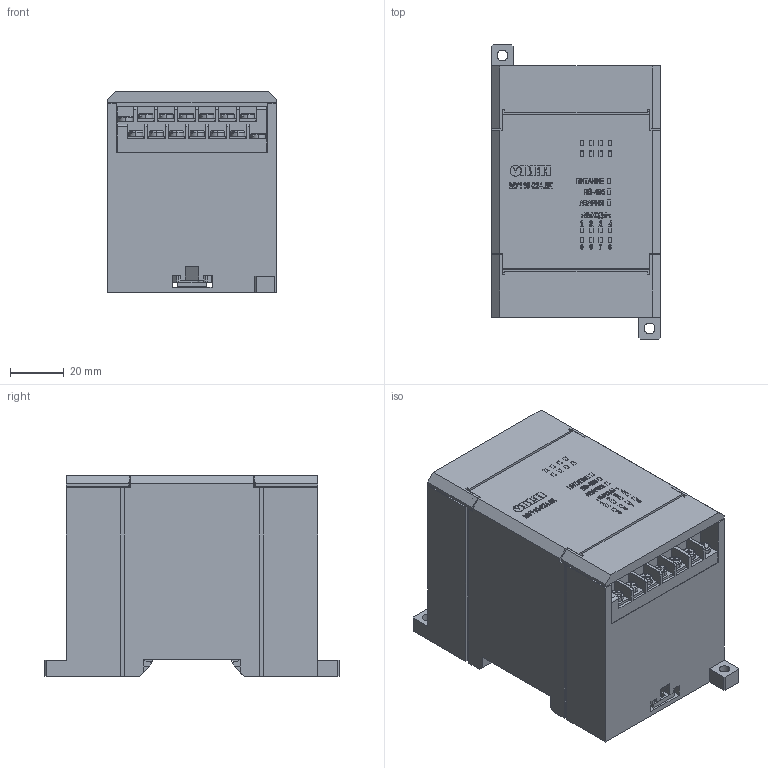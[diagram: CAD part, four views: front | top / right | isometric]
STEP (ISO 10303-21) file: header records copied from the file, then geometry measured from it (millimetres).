
FILE_DESCRIPTION (( 'STEP AP214' ), '1' );
FILE_NAME ('3D ìîäåëü ÌÓ110-224.8Ê(Ì01).STEP', '2017-02-16T13:35:02', ( 'adm' ), ( 'MICROSOFT' ), 'SwSTEP 2.0', 'SolidWorks 2011', '' );
FILE_SCHEMA (( 'AUTOMOTIVE_DESIGN' ));
Length unit declared in the file: millimetre
Products named in the file (5): Êðûøêà Ìõ110 (Ì01); Ðîçåòêà ÌÕ-12 (Ì01); Çàùåëêà Din (M01); Êîðïóñ ÌÓ110-224.8Ê(Ì01); 3D ìîäåëü ÌÓ110-224.8Ê(Ì01)
Assembly tree (7 placements, depth 2):
  3D ìîäåëü ÌÓ110-224.8Ê(Ì01)
    Êîðïóñ ÌÓ110-224.8Ê(Ì01)
    Çàùåëêà Din (M01)  x2
    Ðîçåòêà ÌÕ-12 (Ì01)  x2
    Êðûøêà Ìõ110 (Ì01)  x2
Bounding box: 63 x 110 x 75.1 mm (x, y, z)
Volume: 404793 mm3; surface area: 63534.5 mm2
Topology: 35 solids, 35 shells, 1974 faces, 5263 edges, 3490 vertices
Faces by surface type: plane 1434, bspline 234, cylinder 162, torus 92, cone 52
Entity records: 70406 total; most frequent: CARTESIAN_POINT 22350, ORIENTED_EDGE 7898, DIRECTION 6191, EDGE_CURVE 3949, LINE 2957, VECTOR 2957, VERTEX_POINT 2620, EDGE_LOOP 1621
